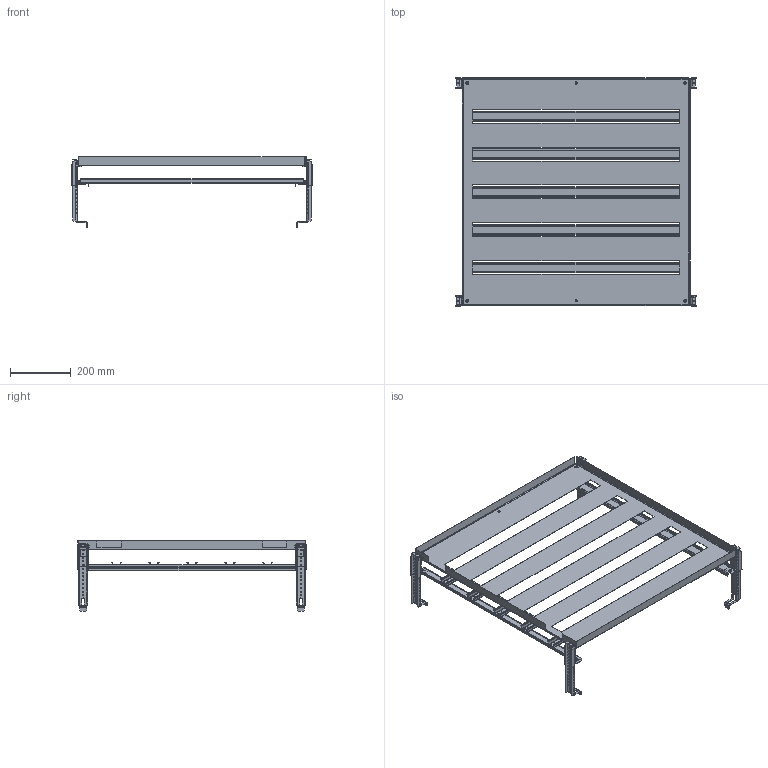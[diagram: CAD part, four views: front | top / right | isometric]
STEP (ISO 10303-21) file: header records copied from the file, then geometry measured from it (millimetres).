
FILE_DESCRIPTION(/* description */ (''),/* implementation_level */ '2;1');
FILE_NAME(/* name */ 'CH8080_2530.stp',/* time_stamp */ '2016-12-14T09:52:07+01:00',/* author */ (''),/* organization */ (''),/* preprocessor_version */ 'ST-DEVELOPER v15',/* originating_system */ 'SIEMENS PLM Software NX 9.0',/* authorisation */ '');
FILE_SCHEMA (('CONFIG_CONTROL_DESIGN'));
Length unit declared in the file: millimetre
Products named in the file (7): 50080013_RAILTH_35x15; 67139_Z-BASTIDOR_CHASIS; TAPA_CHASIS_8080; SOPORTE_CHASIS_SUP; SOPORTE_PLACA_DE_MONTAJE_250_stp; CONJ_BASTIDOR_CHASIS_8080; CH8080_2530_stp
Assembly tree (17 placements, depth 3):
  CH8080_2530_stp
    SOPORTE_PLACA_DE_MONTAJE_250_stp  x4
    SOPORTE_CHASIS_SUP  x4
    TAPA_CHASIS_8080
    CONJ_BASTIDOR_CHASIS_8080
      67139_Z-BASTIDOR_CHASIS  x2
      50080013_RAILTH_35x15  x5
Bounding box: 797.6 x 754.76 x 232.24 mm (x, y, z)
Volume: 1154224.3 mm3; surface area: 1736706.7 mm2
Topology: 16 solids, 16 shells, 1782 faces, 4922 edges, 2948 vertices
Faces by surface type: plane 760, cylinder 530, bspline 492
Full cylindrical faces by diameter (mm): 3.5 x4, 4 x8, 4.2 x20, 4.5 x20, 6 x4, 7 x2, 8 x4, 9 x4
Entity records: 35166 total; most frequent: CARTESIAN_POINT 21262, ORIENTED_EDGE 2890, DIRECTION 2304, EDGE_CURVE 1445, VERTEX_POINT 877, LINE 860, VECTOR 860, AXIS2_PLACEMENT_3D 722
